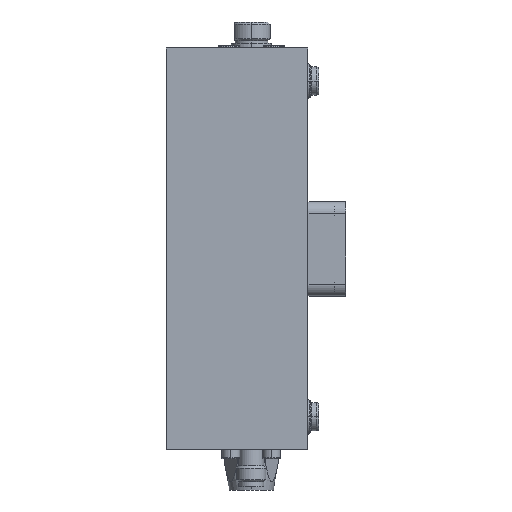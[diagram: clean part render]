
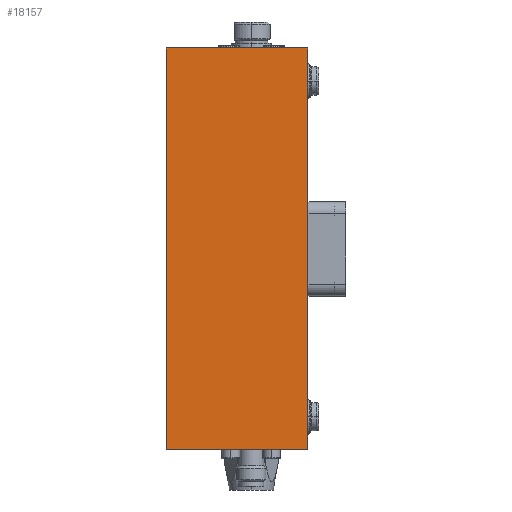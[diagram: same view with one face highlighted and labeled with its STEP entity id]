
A CAD part, left-side view. The second image highlights one B-rep face of the part: STEP entity #18157.
In plain terms, the highlighted planar face has unit normal (-1, 0, 0).
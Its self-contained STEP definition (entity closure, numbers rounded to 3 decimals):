
#3323 = VECTOR ( 'NONE', #66987, 1000. ) ;
#5293 = LINE ( 'NONE', #94054, #97239 ) ;
#14413 = EDGE_CURVE ( 'NONE', #138536, #99644, #5293, .T. ) ;
#18157 = ADVANCED_FACE ( 'NONE', ( #123246 ), #49833, .F. ) ;
#19542 = VERTEX_POINT ( 'NONE', #131010 ) ;
#21745 = DIRECTION ( 'NONE',  ( 0., 0., 1. ) ) ;
#23733 = ORIENTED_EDGE ( 'NONE', *, *, #14413, .T. ) ;
#24379 = CARTESIAN_POINT ( 'NONE',  ( -38.495, 13.769, -42.458 ) ) ;
#25377 = CARTESIAN_POINT ( 'NONE',  ( -38.495, -16.231, -42.458 ) ) ;
#26231 = ORIENTED_EDGE ( 'NONE', *, *, #120655, .F. ) ;
#27340 = CARTESIAN_POINT ( 'NONE',  ( -38.495, 13.769, -42.458 ) ) ;
#35226 = LINE ( 'NONE', #54935, #3323 ) ;
#36378 = DIRECTION ( 'NONE',  ( 0., 0., 1. ) ) ;
#39342 = DIRECTION ( 'NONE',  ( 0., 0., -1. ) ) ;
#41889 = LINE ( 'NONE', #139629, #101877 ) ;
#49833 = PLANE ( 'NONE',  #79782 ) ;
#54935 = CARTESIAN_POINT ( 'NONE',  ( -38.495, 13.769, 42.542 ) ) ;
#66987 = DIRECTION ( 'NONE',  ( 0., -1., 0. ) ) ;
#74126 = VECTOR ( 'NONE', #36378, 1000. ) ;
#79770 = CARTESIAN_POINT ( 'NONE',  ( -38.495, 13.769, 42.542 ) ) ;
#79782 = AXIS2_PLACEMENT_3D ( 'NONE', #27340, #111131, #39342 ) ;
#82510 = ORIENTED_EDGE ( 'NONE', *, *, #84956, .F. ) ;
#84956 = EDGE_CURVE ( 'NONE', #98133, #99644, #35226, .T. ) ;
#89638 = EDGE_LOOP ( 'NONE', ( #23733, #82510, #26231, #151130 ) ) ;
#94054 = CARTESIAN_POINT ( 'NONE',  ( -38.495, -16.231, -42.458 ) ) ;
#97239 = VECTOR ( 'NONE', #21745, 1000. ) ;
#98133 = VERTEX_POINT ( 'NONE', #79770 ) ;
#99644 = VERTEX_POINT ( 'NONE', #127407 ) ;
#101877 = VECTOR ( 'NONE', #151686, 1000. ) ;
#105872 = LINE ( 'NONE', #24379, #74126 ) ;
#111131 = DIRECTION ( 'NONE',  ( 1., 0., 0. ) ) ;
#120655 = EDGE_CURVE ( 'NONE', #19542, #98133, #105872, .T. ) ;
#123246 = FACE_OUTER_BOUND ( 'NONE', #89638, .T. ) ;
#127407 = CARTESIAN_POINT ( 'NONE',  ( -38.495, -16.231, 42.542 ) ) ;
#131010 = CARTESIAN_POINT ( 'NONE',  ( -38.495, 13.769, -42.458 ) ) ;
#138536 = VERTEX_POINT ( 'NONE', #25377 ) ;
#139629 = CARTESIAN_POINT ( 'NONE',  ( -38.495, 13.769, -42.458 ) ) ;
#144343 = EDGE_CURVE ( 'NONE', #19542, #138536, #41889, .T. ) ;
#151130 = ORIENTED_EDGE ( 'NONE', *, *, #144343, .T. ) ;
#151686 = DIRECTION ( 'NONE',  ( 0., -1., 0. ) ) ;
